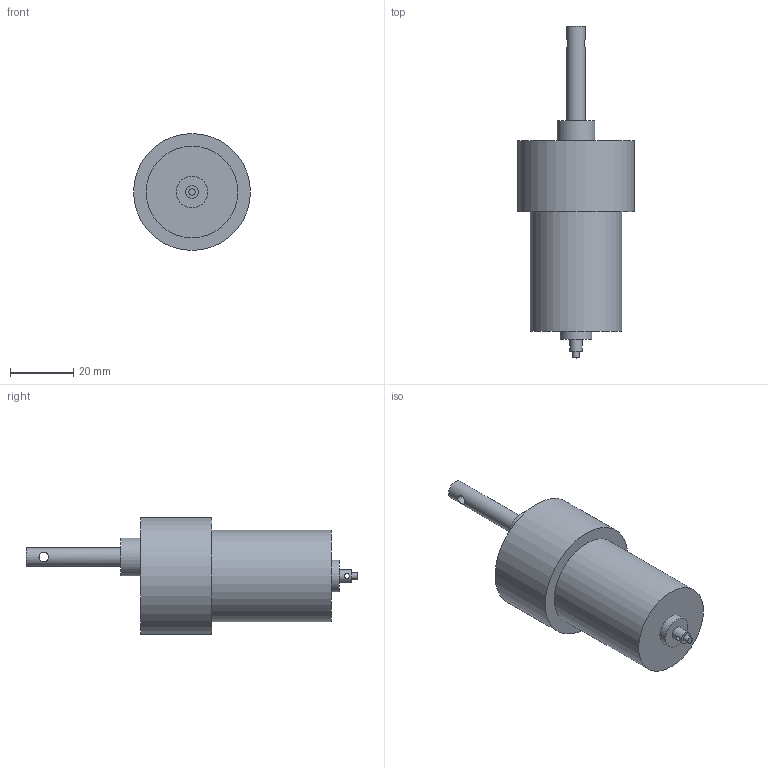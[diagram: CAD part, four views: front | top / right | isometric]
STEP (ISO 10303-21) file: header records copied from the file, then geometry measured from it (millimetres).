
FILE_DESCRIPTION(/* description */ (''),/* implementation_level */ '2;1');
FILE_NAME(/* name */ 'Motor v3.step',/* time_stamp */ '2020-11-05T22:30:04+05:00',/* author */ (''),/* organization */ (''),/* preprocessor_version */ 'ST-DEVELOPER v18.1',/* originating_system */ 'Autodesk Translation Framework v9.3.0.1241',/* authorisation */ '');
FILE_SCHEMA (('AUTOMOTIVE_DESIGN { 1 0 10303 214 3 1 1 }'));
Length unit declared in the file: millimetre
Products named in the file (1): Motor
Bounding box: 37 x 105.1 x 37 mm (x, y, z)
Volume: 50925.5 mm3; surface area: 9206.7 mm2
Topology: 1 solids, 1 shells, 17 faces, 34 edges, 23 vertices
Faces by surface type: cylinder 9, plane 8
Full cylindrical faces by diameter (mm): 1.5 x1, 2 x1, 3 x1, 4 x1, 6 x1, 10 x1, 12 x1, 29 x1, 37 x1
Entity records: 612 total; most frequent: CARTESIAN_POINT 214, DIRECTION 75, ORIENTED_EDGE 68, EDGE_CURVE 34, AXIS2_PLACEMENT_3D 32, EDGE_LOOP 25, VERTEX_POINT 23, FACE_OUTER_BOUND 17
